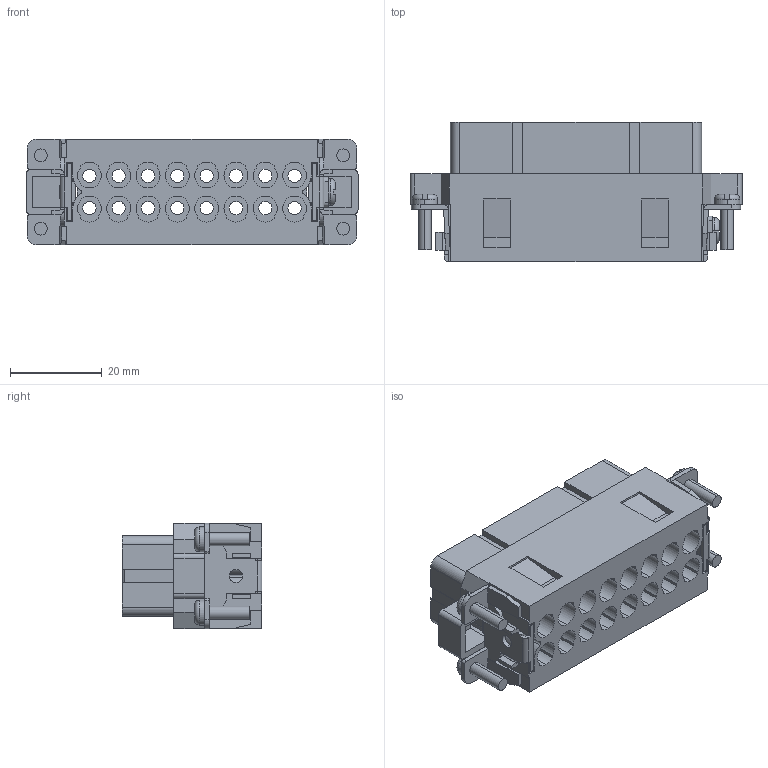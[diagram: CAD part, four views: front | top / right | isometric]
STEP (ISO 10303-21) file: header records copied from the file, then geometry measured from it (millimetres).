
FILE_DESCRIPTION (( 'STEP AP214' ), '1' );
FILE_NAME ('ZP-MC16A-1-FC016.step', '2015-08-12T18:21:14', ( '' ), ( '' ), 'SwSTEP 2.0', 'SolidWorks 2014', '' );
FILE_SCHEMA (( 'AUTOMOTIVE_DESIGN' ));
Length unit declared in the file: millimetre
Products named in the file (1): ZP-MC16A-1-FC016
Bounding box: 72.5 x 30.5 x 23 mm (x, y, z)
Volume: 27293.5 mm3; surface area: 19107.5 mm2
Topology: 11 solids, 11 shells, 731 faces, 1982 edges, 1308 vertices
Faces by surface type: plane 464, cylinder 257, torus 10
Entity records: 31246 total; most frequent: CARTESIAN_POINT 4359, ORIENTED_EDGE 3964, DIRECTION 3956, EDGE_CURVE 1982, VECTOR 1360, LINE 1360, VERTEX_POINT 1308, AXIS2_PLACEMENT_3D 1298
